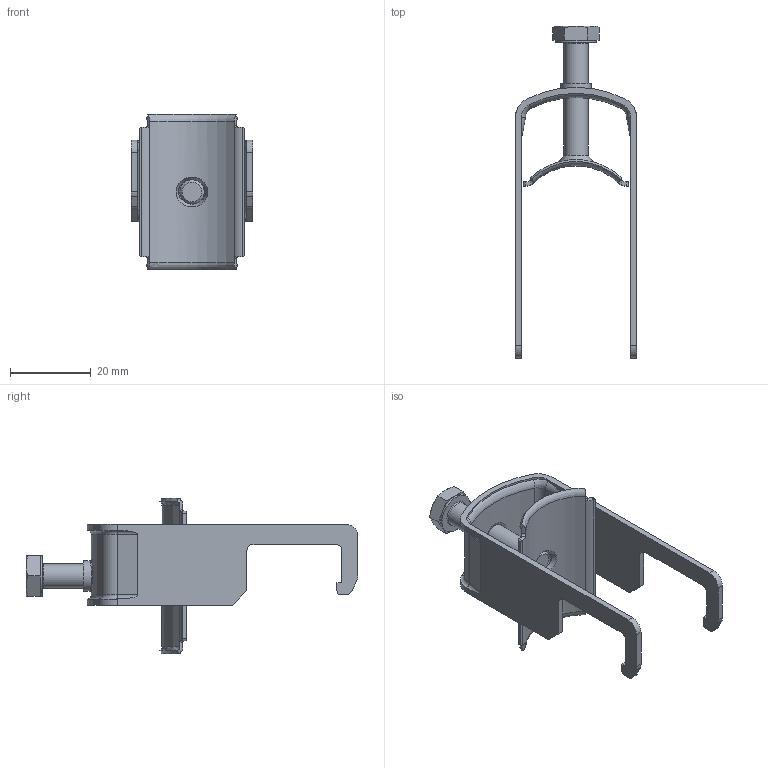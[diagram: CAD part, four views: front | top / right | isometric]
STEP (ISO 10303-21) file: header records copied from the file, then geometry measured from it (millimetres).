
FILE_DESCRIPTION (( 'STEP AP203' ), '1' );
FILE_NAME ('Äåðæàòåëü êàáåëÿ_BHL2026.STEP', '2012-11-22T07:04:56', ( 'Àñååâ' ), ( '' ), 'SwSTEP 2.0', 'SolidWorks 2012', '' );
FILE_SCHEMA (( 'CONFIG_CONTROL_DESIGN' ));
Length unit declared in the file: millimetre
Products named in the file (3): Äåðæàòåëü êàáåëÿ_BHL2026; Îñíîâàíèå äåðæàòåëÿ  îáð.8-14_20-26; 瀇僔蠂縺 8-14 鼁. 鍕鸐20-26
Assembly tree (2 placements, depth 2):
  Äåðæàòåëü êàáåëÿ_BHL2026
    瀇僔蠂縺 8-14 鼁. 鍕鸐20-26
    Îñíîâàíèå äåðæàòåëÿ  îáð.8-14_20-26
Bounding box: 30 x 82.21 x 38.46 mm (x, y, z)
Volume: 5699.9 mm3; surface area: 8339.8 mm2
Topology: 2 solids, 2 shells, 153 faces, 378 edges, 234 vertices
Faces by surface type: cylinder 59, plane 58, torus 17, cone 13, bspline 6
Full cylindrical faces by diameter (mm): 5.45 x1, 6 x2, 7.5 x1, 10 x1
Entity records: 5695 total; most frequent: CARTESIAN_POINT 1942, ORIENTED_EDGE 718, DIRECTION 716, EDGE_CURVE 359, AXIS2_PLACEMENT_3D 275, VERTEX_POINT 227, EDGE_LOOP 172, VECTOR 166
